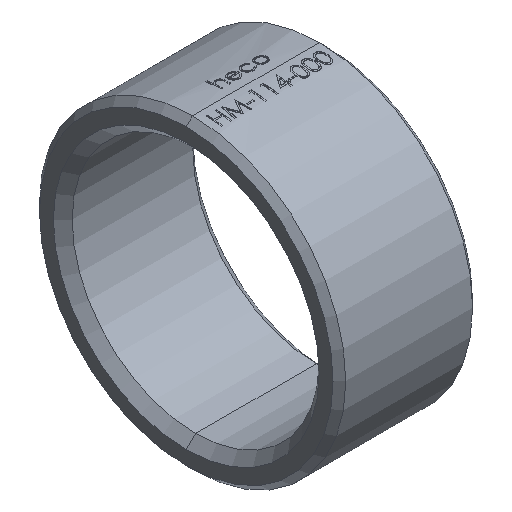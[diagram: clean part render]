
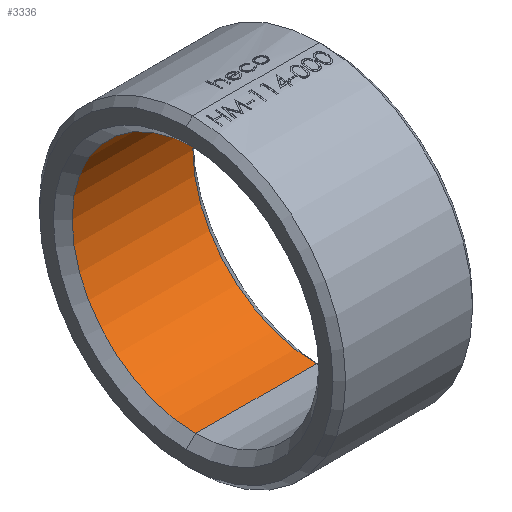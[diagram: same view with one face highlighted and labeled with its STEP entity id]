
A CAD part, isometric view. The second image highlights one B-rep face of the part: STEP entity #3336.
In plain terms, the highlighted cylindrical face has radius 19.475 mm (diameter 38.95 mm), a partial arc.
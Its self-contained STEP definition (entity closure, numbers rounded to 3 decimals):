
#32 = DIRECTION ( 'NONE',  ( 0., 0., -1. ) ) ;
#1022 = VERTEX_POINT ( 'NONE', #9466 ) ;
#1080 = ORIENTED_EDGE ( 'NONE', *, *, #2827, .T. ) ;
#1105 = DIRECTION ( 'NONE',  ( 0., 0., 1. ) ) ;
#1531 = ORIENTED_EDGE ( 'NONE', *, *, #14884, .T. ) ;
#1714 = DIRECTION ( 'NONE',  ( -1., 0., 0. ) ) ;
#2473 = VERTEX_POINT ( 'NONE', #8479 ) ;
#2607 = CARTESIAN_POINT ( 'NONE',  ( 1.48, 0., 19.475 ) ) ;
#2827 = EDGE_CURVE ( 'NONE', #2473, #2867, #14539, .T. ) ;
#2867 = VERTEX_POINT ( 'NONE', #2607 ) ;
#3336 = ADVANCED_FACE ( 'NONE', ( #9615 ), #5947, .F. ) ;
#4461 = DIRECTION ( 'NONE',  ( 0., 0., -1. ) ) ;
#4754 = AXIS2_PLACEMENT_3D ( 'NONE', #15472, #9368, #4461 ) ;
#5571 = AXIS2_PLACEMENT_3D ( 'NONE', #14772, #14725, #32 ) ;
#5604 = CIRCLE ( 'NONE', #4754, 19.475 ) ;
#5947 = CYLINDRICAL_SURFACE ( 'NONE', #8297, 19.475 ) ;
#7517 = VECTOR ( 'NONE', #1714, 1000. ) ;
#8297 = AXIS2_PLACEMENT_3D ( 'NONE', #13530, #8603, #1105 ) ;
#8479 = CARTESIAN_POINT ( 'NONE',  ( 20.52, 0., 19.475 ) ) ;
#8603 = DIRECTION ( 'NONE',  ( -1., 0., 0. ) ) ;
#8768 = VECTOR ( 'NONE', #15761, 1000. ) ;
#9045 = ORIENTED_EDGE ( 'NONE', *, *, #12400, .T. ) ;
#9089 = LINE ( 'NONE', #15116, #7517 ) ;
#9368 = DIRECTION ( 'NONE',  ( -1., 0., 0. ) ) ;
#9466 = CARTESIAN_POINT ( 'NONE',  ( 1.48, 0., -19.475 ) ) ;
#9615 = FACE_OUTER_BOUND ( 'NONE', #11451, .T. ) ;
#11451 = EDGE_LOOP ( 'NONE', ( #15935, #9045, #1080, #1531 ) ) ;
#12264 = CARTESIAN_POINT ( 'NONE',  ( 22.001, 0., 19.475 ) ) ;
#12400 = EDGE_CURVE ( 'NONE', #15850, #2473, #13701, .T. ) ;
#13530 = CARTESIAN_POINT ( 'NONE',  ( 22.001, 0., 0. ) ) ;
#13701 = CIRCLE ( 'NONE', #5571, 19.475 ) ;
#14399 = EDGE_CURVE ( 'NONE', #15850, #1022, #9089, .T. ) ;
#14539 = LINE ( 'NONE', #12264, #8768 ) ;
#14582 = CARTESIAN_POINT ( 'NONE',  ( 20.52, 0., -19.475 ) ) ;
#14725 = DIRECTION ( 'NONE',  ( 1., 0., 0. ) ) ;
#14772 = CARTESIAN_POINT ( 'NONE',  ( 20.52, 0., 0. ) ) ;
#14884 = EDGE_CURVE ( 'NONE', #2867, #1022, #5604, .T. ) ;
#15116 = CARTESIAN_POINT ( 'NONE',  ( 22.001, 0., -19.475 ) ) ;
#15472 = CARTESIAN_POINT ( 'NONE',  ( 1.48, 0., 0. ) ) ;
#15761 = DIRECTION ( 'NONE',  ( -1., 0., 0. ) ) ;
#15850 = VERTEX_POINT ( 'NONE', #14582 ) ;
#15935 = ORIENTED_EDGE ( 'NONE', *, *, #14399, .F. ) ;
